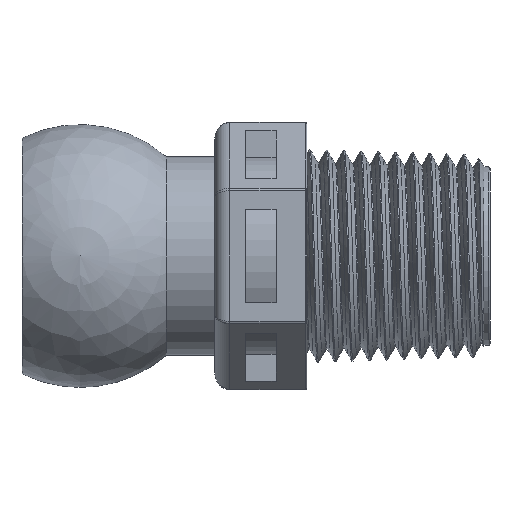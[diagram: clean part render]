
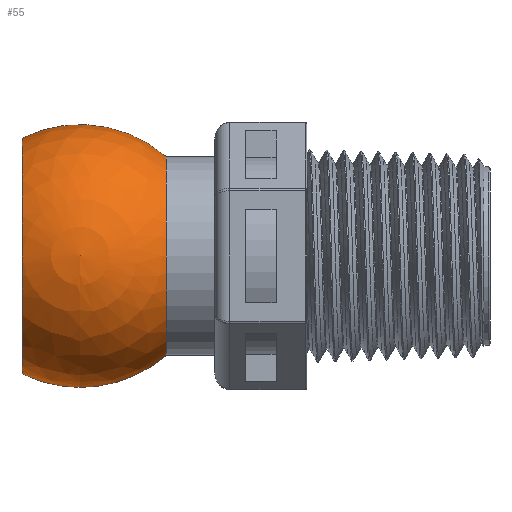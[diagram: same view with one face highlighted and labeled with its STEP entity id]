
A CAD part, front view. The second image highlights one B-rep face of the part: STEP entity #55.
In plain terms, the highlighted spherical face has radius 10.757 mm.
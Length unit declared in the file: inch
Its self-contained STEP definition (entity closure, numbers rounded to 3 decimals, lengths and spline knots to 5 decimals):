
#18 = VERTEX_POINT ( 'NONE', #2842 ) ;
#21 = EDGE_CURVE ( 'NONE', #932, #18, #3022, .T. ) ;
#25 = VERTEX_POINT ( 'NONE', #3011 ) ;
#55 = ADVANCED_FACE ( 'NONE', ( #3065 ), #3075, .T. ) ;
#56 = EDGE_LOOP ( 'NONE', ( #57, #58, #60, #109 ) ) ;
#57 = ORIENTED_EDGE ( 'NONE', *, *, #916, .F. ) ;
#58 = ORIENTED_EDGE ( 'NONE', *, *, #59, .T. ) ;
#59 = EDGE_CURVE ( 'NONE', #941, #932, #3103, .T. ) ;
#60 = ORIENTED_EDGE ( 'NONE', *, *, #21, .T. ) ;
#109 = ORIENTED_EDGE ( 'NONE', *, *, #957, .F. ) ;
#916 = EDGE_CURVE ( 'NONE', #941, #25, #11930, .T. ) ;
#932 = VERTEX_POINT ( 'NONE', #11955 ) ;
#941 = VERTEX_POINT ( 'NONE', #11943 ) ;
#957 = EDGE_CURVE ( 'NONE', #25, #18, #12036, .T. ) ;
#2842 = CARTESIAN_POINT ( 'NONE',  ( -1.04343, 0., -0.32 ) ) ;
#3011 = CARTESIAN_POINT ( 'NONE',  ( -1.04343, 0., 0.32 ) ) ;
#3018 = DIRECTION ( 'NONE',  ( 0., 0., -1. ) ) ;
#3019 = DIRECTION ( 'NONE',  ( 0., -1., 0. ) ) ;
#3020 = CARTESIAN_POINT ( 'NONE',  ( -1.32084, 0., 0. ) ) ;
#3021 = AXIS2_PLACEMENT_3D ( 'NONE', #3020, #3019, #3018 ) ;
#3022 = CIRCLE ( 'NONE', #3021, 0.4235 ) ;
#3065 = FACE_OUTER_BOUND ( 'NONE', #56, .T. ) ;
#3075 = SPHERICAL_SURFACE ( 'NONE', #3125, 0.4235 ) ;
#3099 = DIRECTION ( 'NONE',  ( 0., 0., -1. ) ) ;
#3100 = DIRECTION ( 'NONE',  ( 1., 0., 0. ) ) ;
#3101 = CARTESIAN_POINT ( 'NONE',  ( -1.508, 0., 0. ) ) ;
#3102 = AXIS2_PLACEMENT_3D ( 'NONE', #3101, #3100, #3099 ) ;
#3103 = CIRCLE ( 'NONE', #3102, 0.3799 ) ;
#3122 = DIRECTION ( 'NONE',  ( 0., 0., -1. ) ) ;
#3123 = DIRECTION ( 'NONE',  ( 0., 1., 0. ) ) ;
#3124 = CARTESIAN_POINT ( 'NONE',  ( -1.32084, 0., 0. ) ) ;
#3125 = AXIS2_PLACEMENT_3D ( 'NONE', #3124, #3123, #3122 ) ;
#11926 = DIRECTION ( 'NONE',  ( 0., 0., 1. ) ) ;
#11927 = DIRECTION ( 'NONE',  ( 0., 1., 0. ) ) ;
#11928 = CARTESIAN_POINT ( 'NONE',  ( -1.32084, 0., 0. ) ) ;
#11929 = AXIS2_PLACEMENT_3D ( 'NONE', #11928, #11927, #11926 ) ;
#11930 = CIRCLE ( 'NONE', #11929, 0.4235 ) ;
#11943 = CARTESIAN_POINT ( 'NONE',  ( -1.508, 0., 0.3799 ) ) ;
#11955 = CARTESIAN_POINT ( 'NONE',  ( -1.508, 0., -0.3799 ) ) ;
#12032 = DIRECTION ( 'NONE',  ( 0., 0., -1. ) ) ;
#12033 = DIRECTION ( 'NONE',  ( 1., 0., 0. ) ) ;
#12034 = CARTESIAN_POINT ( 'NONE',  ( -1.04343, 0., 0. ) ) ;
#12035 = AXIS2_PLACEMENT_3D ( 'NONE', #12034, #12033, #12032 ) ;
#12036 = CIRCLE ( 'NONE', #12035, 0.32 ) ;
